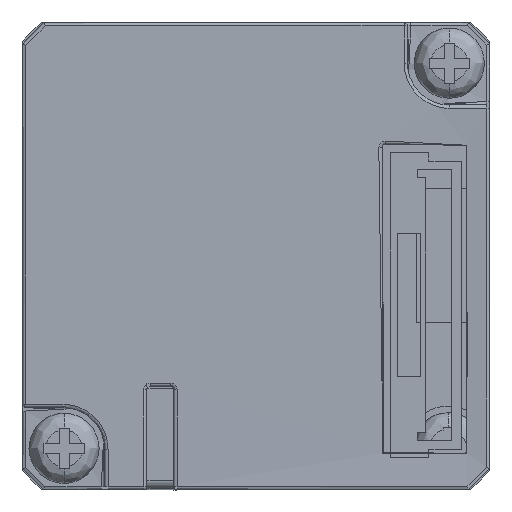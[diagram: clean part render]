
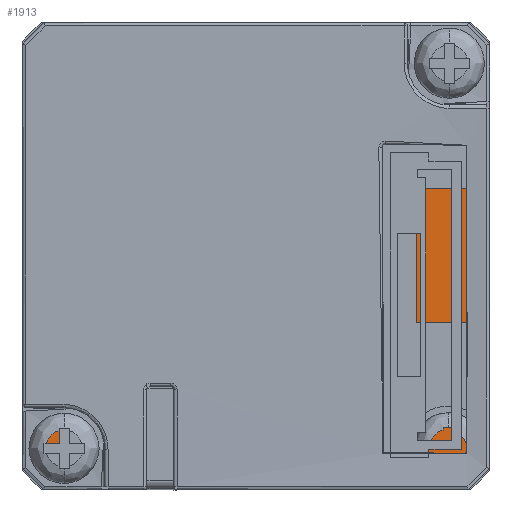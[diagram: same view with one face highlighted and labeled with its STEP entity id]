
A CAD part, front view. The second image highlights one B-rep face of the part: STEP entity #1913.
In plain terms, the highlighted planar face has unit normal (0, -1, 0).
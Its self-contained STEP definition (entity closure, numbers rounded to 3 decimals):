
#408 = CARTESIAN_POINT ( 'NONE',  ( -17.37, -31.654, 47.6 ) ) ;
#499 = LINE ( 'NONE', #7208, #4368 ) ;
#706 = EDGE_CURVE ( 'NONE', #5750, #4741, #499, .T. ) ;
#988 = VERTEX_POINT ( 'NONE', #8738 ) ;
#1317 = AXIS2_PLACEMENT_3D ( 'NONE', #7532, #3189, #8281 ) ;
#1563 = CARTESIAN_POINT ( 'NONE',  ( -25.557, -31.654, 33.6 ) ) ;
#1638 = LINE ( 'NONE', #9377, #2680 ) ;
#1659 = CARTESIAN_POINT ( 'NONE',  ( 0.134, -31.654, 5.6 ) ) ;
#1682 = CARTESIAN_POINT ( 'NONE',  ( -25.557, -31.654, 5.6 ) ) ;
#1704 = EDGE_CURVE ( 'NONE', #4711, #7664, #3562, .T. ) ;
#1720 = VECTOR ( 'NONE', #2290, 1000. ) ;
#1784 = ORIENTED_EDGE ( 'NONE', *, *, #7122, .F. ) ;
#1798 = CARTESIAN_POINT ( 'NONE',  ( 0.134, -31.654, 5.6 ) ) ;
#1842 = DIRECTION ( 'NONE',  ( 0., 0., -1. ) ) ;
#1913 = ADVANCED_FACE ( 'NONE', ( #7307, #5596 ), #6948, .T. ) ;
#1914 = CARTESIAN_POINT ( 'NONE',  ( 1.289, -31.654, 6.755 ) ) ;
#2005 = DIRECTION ( 'NONE',  ( 0., -1., 0. ) ) ;
#2065 = AXIS2_PLACEMENT_3D ( 'NONE', #408, #2626, #7700 ) ;
#2231 = EDGE_CURVE ( 'NONE', #9082, #4711, #5487, .T. ) ;
#2290 = DIRECTION ( 'NONE',  ( -0.707, 0., -0.707 ) ) ;
#2399 = DIRECTION ( 'NONE',  ( 0.707, 0., 0.707 ) ) ;
#2487 = CARTESIAN_POINT ( 'NONE',  ( -26.711, -31.654, 32.445 ) ) ;
#2626 = DIRECTION ( 'NONE',  ( 0., -1., 0. ) ) ;
#2680 = VECTOR ( 'NONE', #4277, 1000. ) ;
#2760 = CARTESIAN_POINT ( 'NONE',  ( 1.289, -31.654, 32.445 ) ) ;
#2830 = VERTEX_POINT ( 'NONE', #1798 ) ;
#2870 = DIRECTION ( 'NONE',  ( 0., 0., 1. ) ) ;
#3120 = CARTESIAN_POINT ( 'NONE',  ( -26.711, -31.654, 6.755 ) ) ;
#3189 = DIRECTION ( 'NONE',  ( 0., -1., 0. ) ) ;
#3327 = VECTOR ( 'NONE', #1842, 1000. ) ;
#3336 = VECTOR ( 'NONE', #3845, 1000. ) ;
#3356 = ORIENTED_EDGE ( 'NONE', *, *, #6407, .T. ) ;
#3375 = ORIENTED_EDGE ( 'NONE', *, *, #4352, .F. ) ;
#3562 = LINE ( 'NONE', #3120, #3336 ) ;
#3845 = DIRECTION ( 'NONE',  ( 0.707, 0., -0.707 ) ) ;
#3962 = EDGE_LOOP ( 'NONE', ( #1784, #3375 ) ) ;
#4193 = CARTESIAN_POINT ( 'NONE',  ( -25.557, -31.654, 5.6 ) ) ;
#4277 = DIRECTION ( 'NONE',  ( -0.707, 0., 0.707 ) ) ;
#4352 = EDGE_CURVE ( 'NONE', #4936, #6513, #6070, .T. ) ;
#4368 = VECTOR ( 'NONE', #2870, 1000. ) ;
#4634 = ORIENTED_EDGE ( 'NONE', *, *, #6754, .T. ) ;
#4711 = VERTEX_POINT ( 'NONE', #6349 ) ;
#4741 = VERTEX_POINT ( 'NONE', #2760 ) ;
#4797 = ORIENTED_EDGE ( 'NONE', *, *, #4817, .T. ) ;
#4817 = EDGE_CURVE ( 'NONE', #4741, #988, #1638, .T. ) ;
#4936 = VERTEX_POINT ( 'NONE', #7318 ) ;
#5002 = CARTESIAN_POINT ( 'NONE',  ( 0.134, -31.654, 33.6 ) ) ;
#5066 = EDGE_LOOP ( 'NONE', ( #5132, #3356, #9063, #8086, #4634, #5206, #9294, #4797 ) ) ;
#5132 = ORIENTED_EDGE ( 'NONE', *, *, #7472, .T. ) ;
#5206 = ORIENTED_EDGE ( 'NONE', *, *, #5879, .T. ) ;
#5487 = LINE ( 'NONE', #7725, #3327 ) ;
#5498 = LINE ( 'NONE', #5002, #5941 ) ;
#5596 = FACE_OUTER_BOUND ( 'NONE', #5066, .T. ) ;
#5750 = VERTEX_POINT ( 'NONE', #1914 ) ;
#5879 = EDGE_CURVE ( 'NONE', #2830, #5750, #7059, .T. ) ;
#5941 = VECTOR ( 'NONE', #8649, 1000. ) ;
#6023 = CARTESIAN_POINT ( 'NONE',  ( -12.711, -31.654, 18.1 ) ) ;
#6068 = CIRCLE ( 'NONE', #1317, 1.5 ) ;
#6070 = CIRCLE ( 'NONE', #7623, 1.5 ) ;
#6332 = CARTESIAN_POINT ( 'NONE',  ( -12.711, -31.654, 19.6 ) ) ;
#6349 = CARTESIAN_POINT ( 'NONE',  ( -26.711, -31.654, 6.755 ) ) ;
#6407 = EDGE_CURVE ( 'NONE', #6671, #9082, #7514, .T. ) ;
#6471 = VECTOR ( 'NONE', #8552, 1000. ) ;
#6513 = VERTEX_POINT ( 'NONE', #6023 ) ;
#6671 = VERTEX_POINT ( 'NONE', #9145 ) ;
#6754 = EDGE_CURVE ( 'NONE', #7664, #2830, #8207, .T. ) ;
#6948 = PLANE ( 'NONE',  #2065 ) ;
#7059 = LINE ( 'NONE', #1659, #8781 ) ;
#7062 = DIRECTION ( 'NONE',  ( 0., 0., -1. ) ) ;
#7122 = EDGE_CURVE ( 'NONE', #6513, #4936, #6068, .T. ) ;
#7208 = CARTESIAN_POINT ( 'NONE',  ( 1.289, -31.654, 6.755 ) ) ;
#7307 = FACE_BOUND ( 'NONE', #3962, .T. ) ;
#7318 = CARTESIAN_POINT ( 'NONE',  ( -12.711, -31.654, 21.1 ) ) ;
#7472 = EDGE_CURVE ( 'NONE', #988, #6671, #5498, .T. ) ;
#7514 = LINE ( 'NONE', #1563, #1720 ) ;
#7532 = CARTESIAN_POINT ( 'NONE',  ( -12.711, -31.654, 19.6 ) ) ;
#7623 = AXIS2_PLACEMENT_3D ( 'NONE', #6332, #2005, #7062 ) ;
#7664 = VERTEX_POINT ( 'NONE', #1682 ) ;
#7700 = DIRECTION ( 'NONE',  ( 0., 0., -1. ) ) ;
#7725 = CARTESIAN_POINT ( 'NONE',  ( -26.711, -31.654, 32.445 ) ) ;
#8086 = ORIENTED_EDGE ( 'NONE', *, *, #1704, .T. ) ;
#8207 = LINE ( 'NONE', #4193, #6471 ) ;
#8281 = DIRECTION ( 'NONE',  ( 0., 0., -1. ) ) ;
#8552 = DIRECTION ( 'NONE',  ( 1., 0., 0. ) ) ;
#8649 = DIRECTION ( 'NONE',  ( -1., 0., 0. ) ) ;
#8738 = CARTESIAN_POINT ( 'NONE',  ( 0.134, -31.654, 33.6 ) ) ;
#8781 = VECTOR ( 'NONE', #2399, 1000. ) ;
#9063 = ORIENTED_EDGE ( 'NONE', *, *, #2231, .T. ) ;
#9082 = VERTEX_POINT ( 'NONE', #2487 ) ;
#9145 = CARTESIAN_POINT ( 'NONE',  ( -25.557, -31.654, 33.6 ) ) ;
#9294 = ORIENTED_EDGE ( 'NONE', *, *, #706, .T. ) ;
#9377 = CARTESIAN_POINT ( 'NONE',  ( 1.289, -31.654, 32.445 ) ) ;
